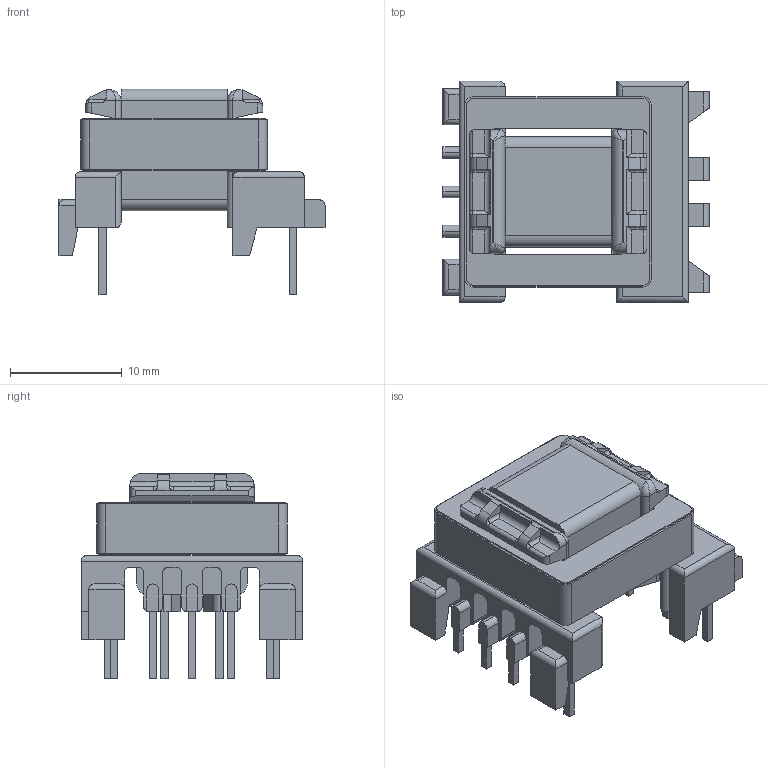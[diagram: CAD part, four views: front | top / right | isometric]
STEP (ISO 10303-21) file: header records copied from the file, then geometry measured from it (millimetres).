
FILE_DESCRIPTION(/* description */ ('Unknown'),/* implementation_level */ '2;1');
FILE_NAME(/* name */ 'T_Wurth_WE-IBTI-EE16_8_5_L20.32W24.38H16',/* time_stamp */ '2025-12-25T14:22:43+08:00',/* author */ ('Unknown'),/* organization */ ('Unknown'),/* preprocessor_version */ 'ST-DEVELOPER v19.4',/* originating_system */ 'Solid Edge',/* authorisation */ 'Unknown');
FILE_SCHEMA (('AUTOMOTIVE_DESIGN {1 0 10303 214 3 1 1}'));
Length unit declared in the file: millimetre
Products named in the file (2): T_Wurth_WE-IBTI-EE16_8_5_L20.32W24.38H16
Assembly tree (1 placements, depth 2):
  T_Wurth_WE-IBTI-EE16_8_5_L20.32W24.38H16
    T_Wurth_WE-IBTI-EE16_8_5_L20.32W24.38H16
Bounding box: 23.81 x 19.8 x 18.4 mm (x, y, z)
Volume: 2826.5 mm3; surface area: 3294.9 mm2
Topology: 2 solids, 2 shells, 413 faces, 1088 edges, 674 vertices
Faces by surface type: plane 216, cylinder 151, torus 28, bspline 10, sphere 8
Entity records: 15816 total; most frequent: CARTESIAN_POINT 2791, ORIENTED_EDGE 2148, DIRECTION 2078, EDGE_CURVE 1074, LINE 716, VECTOR 716, AXIS2_PLACEMENT_3D 681, VERTEX_POINT 674
